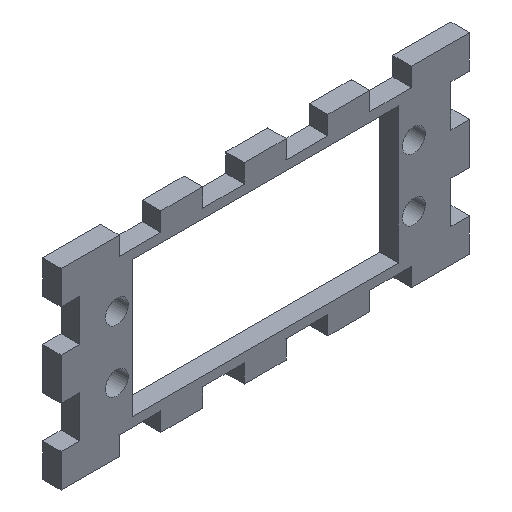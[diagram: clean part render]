
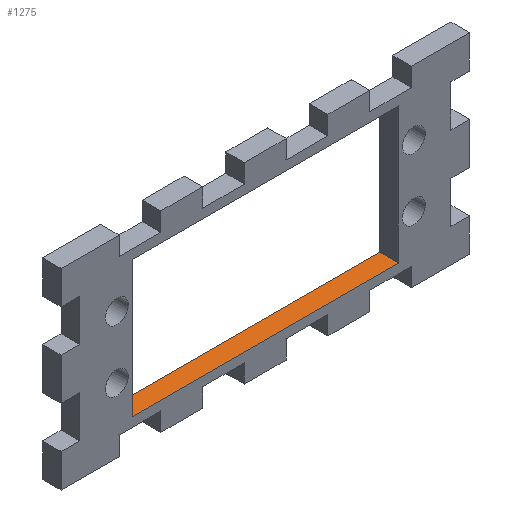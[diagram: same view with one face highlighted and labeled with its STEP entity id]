
A CAD part, isometric view. The second image highlights one B-rep face of the part: STEP entity #1275.
In plain terms, the highlighted planar face has unit normal (0, 0, 1).
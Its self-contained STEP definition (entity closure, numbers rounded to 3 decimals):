
#47=FACE_OUTER_BOUND('',#109,.T.);
#109=EDGE_LOOP('',(#847,#848,#849,#850));
#184=LINE('',#1777,#356);
#186=LINE('',#1781,#358);
#187=LINE('',#1783,#359);
#188=LINE('',#1784,#360);
#356=VECTOR('',#1444,10.);
#358=VECTOR('',#1448,10.);
#359=VECTOR('',#1449,10.);
#360=VECTOR('',#1450,10.);
#527=VERTEX_POINT('',#1774);
#528=VERTEX_POINT('',#1776);
#529=VERTEX_POINT('',#1780);
#530=VERTEX_POINT('',#1782);
#656=EDGE_CURVE('',#527,#528,#184,.T.);
#658=EDGE_CURVE('',#529,#527,#186,.T.);
#659=EDGE_CURVE('',#529,#530,#187,.T.);
#660=EDGE_CURVE('',#528,#530,#188,.T.);
#847=ORIENTED_EDGE('',*,*,#658,.F.);
#848=ORIENTED_EDGE('',*,*,#659,.T.);
#849=ORIENTED_EDGE('',*,*,#660,.F.);
#850=ORIENTED_EDGE('',*,*,#656,.F.);
#1217=PLANE('',#1357);
#1275=ADVANCED_FACE('',(#47),#1217,.F.);
#1357=AXIS2_PLACEMENT_3D('',#1779,#1446,#1447);
#1444=DIRECTION('',(0.,1.,0.));
#1446=DIRECTION('center_axis',(0.,0.,-1.));
#1447=DIRECTION('ref_axis',(-1.,0.,0.));
#1448=DIRECTION('',(-1.,0.,0.));
#1449=DIRECTION('',(0.,1.,0.));
#1450=DIRECTION('',(1.,0.,0.));
#1774=CARTESIAN_POINT('',(-54.472,0.,7.5));
#1776=CARTESIAN_POINT('',(-54.472,3.,7.5));
#1777=CARTESIAN_POINT('',(-54.472,0.,7.5));
#1779=CARTESIAN_POINT('Origin',(-11.472,0.,7.5));
#1780=CARTESIAN_POINT('',(-11.472,0.,7.5));
#1781=CARTESIAN_POINT('',(-22.236,0.,7.5));
#1782=CARTESIAN_POINT('',(-11.472,3.,7.5));
#1783=CARTESIAN_POINT('',(-11.472,0.,7.5));
#1784=CARTESIAN_POINT('',(-22.236,3.,7.5));
